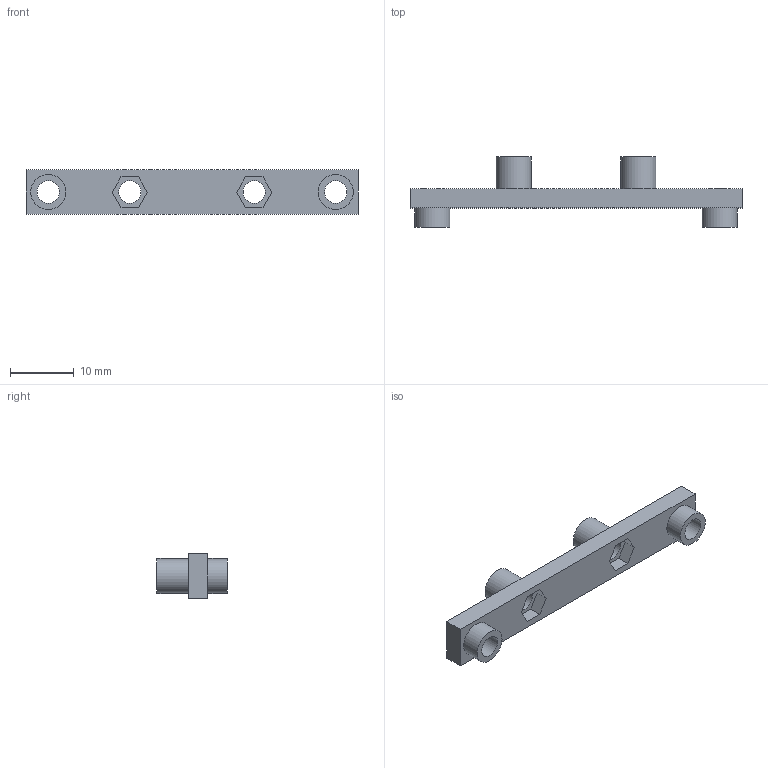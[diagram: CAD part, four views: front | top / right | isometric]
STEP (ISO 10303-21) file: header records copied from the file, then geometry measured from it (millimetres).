
FILE_DESCRIPTION(/* description */ (''),/* implementation_level */ '2;1');
FILE_NAME(/* name */ 'Troodon 2 LISD3H Mount v1.step',/* time_stamp */ '2023-04-14T13:06:22-04:00',/* author */ (''),/* organization */ (''),/* preprocessor_version */ 'ST-DEVELOPER v19.2',/* originating_system */ 'Autodesk Translation Framework v12.4.0.73',/* authorisation */ '');
FILE_SCHEMA (('AUTOMOTIVE_DESIGN { 1 0 10303 214 3 1 1 }'));
Length unit declared in the file: millimetre
Products named in the file (1): Troodon 2 LISD3H Mount
Bounding box: 52 x 11 x 7 mm (x, y, z)
Volume: 1162.6 mm3; surface area: 1611.4 mm2
Topology: 1 solids, 1 shells, 32 faces, 72 edges, 48 vertices
Faces by surface type: plane 24, cylinder 8
Full cylindrical faces by diameter (mm): 3.5 x4, 5.5 x4
Entity records: 941 total; most frequent: DIRECTION 154, CARTESIAN_POINT 153, ORIENTED_EDGE 144, EDGE_CURVE 72, LINE 56, VECTOR 56, AXIS2_PLACEMENT_3D 49, VERTEX_POINT 48
